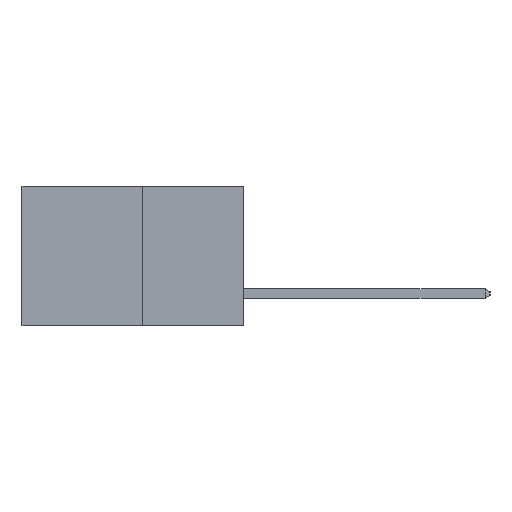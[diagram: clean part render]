
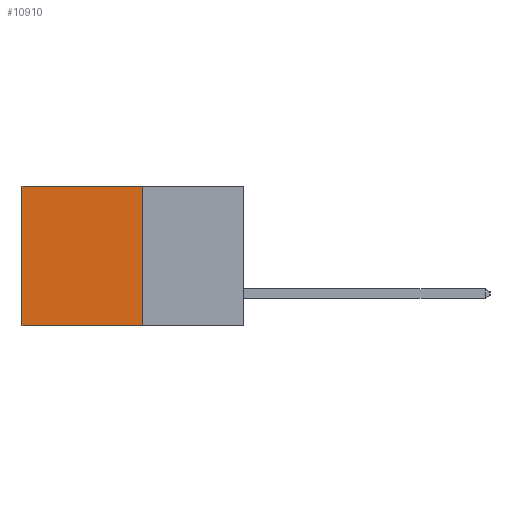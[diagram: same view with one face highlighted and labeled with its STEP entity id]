
A CAD part, left-side view. The second image highlights one B-rep face of the part: STEP entity #10910.
In plain terms, the highlighted planar face has unit normal (-1, 0, 0).
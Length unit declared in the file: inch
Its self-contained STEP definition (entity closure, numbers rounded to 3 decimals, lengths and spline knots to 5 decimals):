
#11 = DIRECTION ( 'NONE',  ( 0., 0., -1. ) ) ;
#39 = DIRECTION ( 'NONE',  ( 1., 0., 0. ) ) ;
#80 = PLANE ( 'NONE',  #4939 ) ;
#103 = CARTESIAN_POINT ( 'NONE',  ( 0.277, 0.27, -0.37 ) ) ;
#396 = VERTEX_POINT ( 'NONE', #5185 ) ;
#603 = ORIENTED_EDGE ( 'NONE', *, *, #7464, .T. ) ;
#924 = FACE_OUTER_BOUND ( 'NONE', #2359, .T. ) ;
#994 = CARTESIAN_POINT ( 'NONE',  ( 0.277, 0.27, -0.37 ) ) ;
#1147 = LINE ( 'NONE', #4703, #15066 ) ;
#1734 = CARTESIAN_POINT ( 'NONE',  ( 0.277, 0.27, -0.37 ) ) ;
#2221 = EDGE_CURVE ( 'NONE', #7697, #396, #1147, .T. ) ;
#2359 = EDGE_LOOP ( 'NONE', ( #603, #14995, #4867, #11996 ) ) ;
#2495 = VERTEX_POINT ( 'NONE', #15786 ) ;
#4622 = VERTEX_POINT ( 'NONE', #994 ) ;
#4703 = CARTESIAN_POINT ( 'NONE',  ( 0.277, 0.27, 0. ) ) ;
#4867 = ORIENTED_EDGE ( 'NONE', *, *, #5043, .F. ) ;
#4939 = AXIS2_PLACEMENT_3D ( 'NONE', #103, #39, #11 ) ;
#5043 = EDGE_CURVE ( 'NONE', #7697, #4622, #8043, .T. ) ;
#5185 = CARTESIAN_POINT ( 'NONE',  ( 0.277, 0.59, 0. ) ) ;
#5426 = CARTESIAN_POINT ( 'NONE',  ( 0.277, 0.27, 0. ) ) ;
#6127 = VECTOR ( 'NONE', #16266, 39.37008 ) ;
#6530 = EDGE_CURVE ( 'NONE', #4622, #2495, #16522, .T. ) ;
#6857 = DIRECTION ( 'NONE',  ( 0., 1., 0. ) ) ;
#7464 = EDGE_CURVE ( 'NONE', #396, #2495, #16757, .T. ) ;
#7667 = DIRECTION ( 'NONE',  ( 0., 0., -1. ) ) ;
#7697 = VERTEX_POINT ( 'NONE', #5426 ) ;
#7748 = CARTESIAN_POINT ( 'NONE',  ( 0.277, 0.59, -0.37 ) ) ;
#8043 = LINE ( 'NONE', #1734, #14548 ) ;
#10910 = ADVANCED_FACE ( 'NONE', ( #924 ), #80, .F. ) ;
#11996 = ORIENTED_EDGE ( 'NONE', *, *, #2221, .T. ) ;
#13379 = VECTOR ( 'NONE', #7667, 39.37008 ) ;
#14548 = VECTOR ( 'NONE', #16149, 39.37008 ) ;
#14995 = ORIENTED_EDGE ( 'NONE', *, *, #6530, .F. ) ;
#15066 = VECTOR ( 'NONE', #6857, 39.37008 ) ;
#15786 = CARTESIAN_POINT ( 'NONE',  ( 0.277, 0.59, -0.37 ) ) ;
#16149 = DIRECTION ( 'NONE',  ( 0., 0., -1. ) ) ;
#16182 = CARTESIAN_POINT ( 'NONE',  ( 0.277, 0.27, -0.37 ) ) ;
#16266 = DIRECTION ( 'NONE',  ( 0., 1., 0. ) ) ;
#16522 = LINE ( 'NONE', #16182, #6127 ) ;
#16757 = LINE ( 'NONE', #7748, #13379 ) ;
